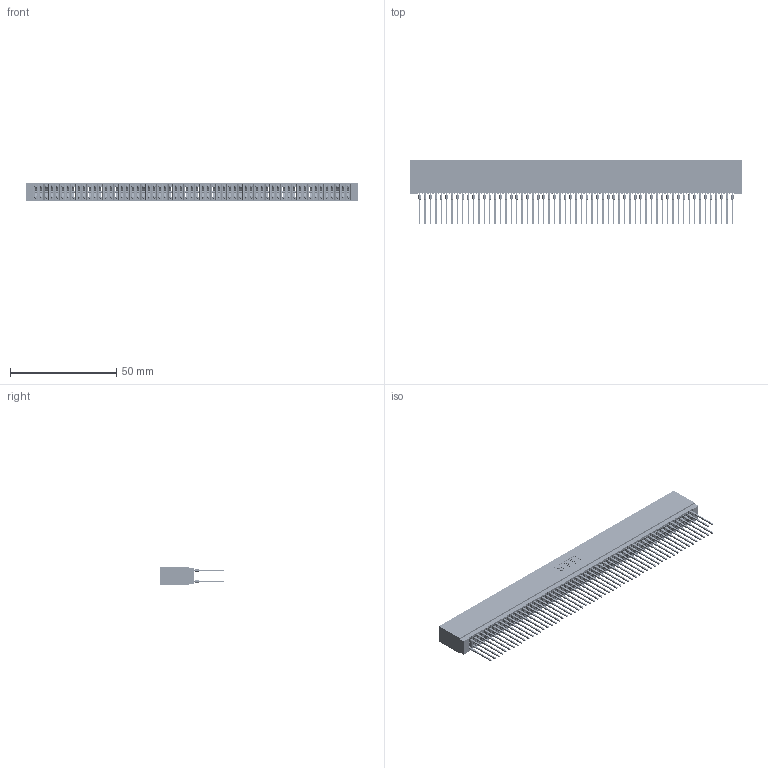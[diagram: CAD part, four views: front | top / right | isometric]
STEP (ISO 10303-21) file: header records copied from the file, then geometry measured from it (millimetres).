
FILE_DESCRIPTION (( 'STEP AP203' ), '1' );
FILE_NAME ('745-118-545-201.STEP', '2026-02-27T01:14:12', ( '' ), ( '' ), 'SwSTEP 2.0', 'SolidWorks 2023', '' );
FILE_SCHEMA (( 'CONFIG_CONTROL_DESIGN' ));
Length unit declared in the file: millimetre
Products named in the file (3): 745 Part_Insulator Option - 01; 745-118-545-201; 745-292-001_545
Assembly tree (119 placements, depth 2):
  745-118-545-201
    745 Part_Insulator Option - 01
    745-292-001_545  x118
Bounding box: 156.46 x 30.62 x 8.89 mm (x, y, z)
Volume: 14403.1 mm3; surface area: 31472.3 mm2
Topology: 119 solids, 119 shells, 10656 faces, 28637 edges, 17990 vertices
Faces by surface type: plane 5483, bspline 2360, cylinder 2105, torus 708
Entity records: 97007 total; most frequent: CARTESIAN_POINT 17323, ORIENTED_EDGE 16792, DIRECTION 14654, EDGE_CURVE 8396, LINE 7860, VECTOR 7860, VERTEX_POINT 5354, AXIS2_PLACEMENT_3D 3397
